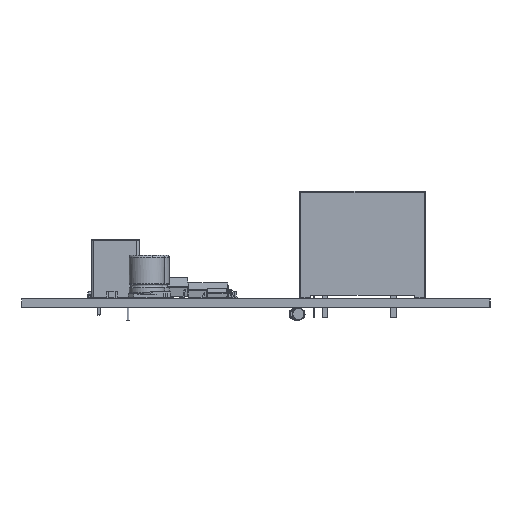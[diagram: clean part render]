
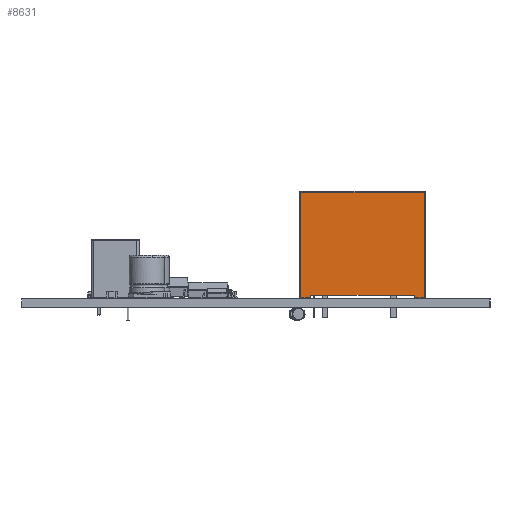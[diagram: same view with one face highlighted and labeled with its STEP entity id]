
A CAD part, left-side view. The second image highlights one B-rep face of the part: STEP entity #8631.
In plain terms, the highlighted planar face has unit normal (-1, 0, 0).
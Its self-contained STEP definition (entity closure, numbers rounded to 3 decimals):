
#8424 = VERTEX_POINT('',#8425);
#8425 = CARTESIAN_POINT('',(-8.25,2.3,18.85));
#8432 = EDGE_CURVE('',#8433,#8424,#8435,.T.);
#8433 = VERTEX_POINT('',#8434);
#8434 = CARTESIAN_POINT('',(-8.25,-19.7,18.85));
#8435 = LINE('',#8436,#8437);
#8436 = CARTESIAN_POINT('',(-8.25,-19.7,18.85));
#8437 = VECTOR('',#8438,1.);
#8438 = DIRECTION('',(0.,1.,0.));
#8631 = ADVANCED_FACE('',(#8632),#8689,.T.);
#8632 = FACE_BOUND('',#8633,.T.);
#8633 = EDGE_LOOP('',(#8634,#8642,#8650,#8658,#8666,#8674,#8682,#8688));
#8634 = ORIENTED_EDGE('',*,*,#8635,.F.);
#8635 = EDGE_CURVE('',#8636,#8424,#8638,.T.);
#8636 = VERTEX_POINT('',#8637);
#8637 = CARTESIAN_POINT('',(-8.25,2.3,0.1));
#8638 = LINE('',#8639,#8640);
#8639 = CARTESIAN_POINT('',(-8.25,2.3,0.1));
#8640 = VECTOR('',#8641,1.);
#8641 = DIRECTION('',(0.,0.,1.));
#8642 = ORIENTED_EDGE('',*,*,#8643,.F.);
#8643 = EDGE_CURVE('',#8644,#8636,#8646,.T.);
#8644 = VERTEX_POINT('',#8645);
#8645 = CARTESIAN_POINT('',(-8.25,0.55,0.1));
#8646 = LINE('',#8647,#8648);
#8647 = CARTESIAN_POINT('',(-8.25,-19.95,0.1));
#8648 = VECTOR('',#8649,1.);
#8649 = DIRECTION('',(0.,1.,0.));
#8650 = ORIENTED_EDGE('',*,*,#8651,.T.);
#8651 = EDGE_CURVE('',#8644,#8652,#8654,.T.);
#8652 = VERTEX_POINT('',#8653);
#8653 = CARTESIAN_POINT('',(-8.25,0.55,0.6));
#8654 = LINE('',#8655,#8656);
#8655 = CARTESIAN_POINT('',(-8.25,0.55,0.1));
#8656 = VECTOR('',#8657,1.);
#8657 = DIRECTION('',(0.,0.,1.));
#8658 = ORIENTED_EDGE('',*,*,#8659,.F.);
#8659 = EDGE_CURVE('',#8660,#8652,#8662,.T.);
#8660 = VERTEX_POINT('',#8661);
#8661 = CARTESIAN_POINT('',(-8.25,-17.95,0.6));
#8662 = LINE('',#8663,#8664);
#8663 = CARTESIAN_POINT('',(-8.25,-17.95,0.6));
#8664 = VECTOR('',#8665,1.);
#8665 = DIRECTION('',(0.,1.,0.));
#8666 = ORIENTED_EDGE('',*,*,#8667,.F.);
#8667 = EDGE_CURVE('',#8668,#8660,#8670,.T.);
#8668 = VERTEX_POINT('',#8669);
#8669 = CARTESIAN_POINT('',(-8.25,-17.95,0.1));
#8670 = LINE('',#8671,#8672);
#8671 = CARTESIAN_POINT('',(-8.25,-17.95,0.1));
#8672 = VECTOR('',#8673,1.);
#8673 = DIRECTION('',(0.,0.,1.));
#8674 = ORIENTED_EDGE('',*,*,#8675,.F.);
#8675 = EDGE_CURVE('',#8676,#8668,#8678,.T.);
#8676 = VERTEX_POINT('',#8677);
#8677 = CARTESIAN_POINT('',(-8.25,-19.7,0.1));
#8678 = LINE('',#8679,#8680);
#8679 = CARTESIAN_POINT('',(-8.25,-19.95,0.1));
#8680 = VECTOR('',#8681,1.);
#8681 = DIRECTION('',(0.,1.,0.));
#8682 = ORIENTED_EDGE('',*,*,#8683,.T.);
#8683 = EDGE_CURVE('',#8676,#8433,#8684,.T.);
#8684 = LINE('',#8685,#8686);
#8685 = CARTESIAN_POINT('',(-8.25,-19.7,0.1));
#8686 = VECTOR('',#8687,1.);
#8687 = DIRECTION('',(0.,0.,1.));
#8688 = ORIENTED_EDGE('',*,*,#8432,.T.);
#8689 = PLANE('',#8690);
#8690 = AXIS2_PLACEMENT_3D('',#8691,#8692,#8693);
#8691 = CARTESIAN_POINT('',(-8.25,-19.95,0.1));
#8692 = DIRECTION('',(-1.,0.,0.));
#8693 = DIRECTION('',(0.,1.,0.));
